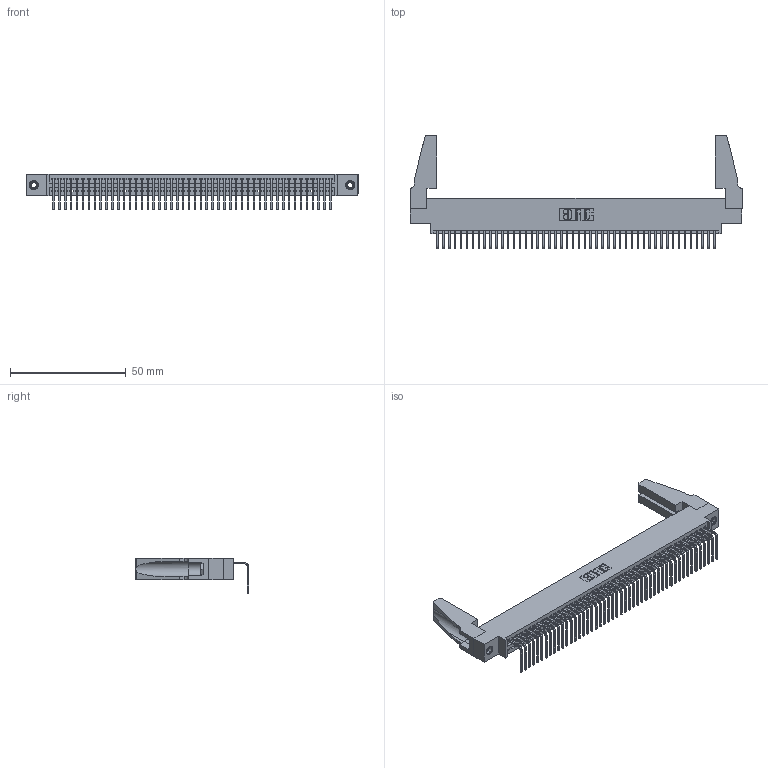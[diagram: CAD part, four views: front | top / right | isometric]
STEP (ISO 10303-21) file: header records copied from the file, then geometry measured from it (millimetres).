
FILE_DESCRIPTION (( 'STEP AP203' ), '1' );
FILE_NAME ('345-048-558-688.STEP', '2019-10-10T17:58:02', ( '' ), ( '' ), 'SwSTEP 2.0', 'SolidWorks 2016', '' );
FILE_SCHEMA (( 'CONFIG_CONTROL_DESIGN' ));
Length unit declared in the file: inch
Products named in the file (5): 345-250-001_345-250-001-102; 345-220-078_345-220-088; 345-048-558-688; 345 Part_0.170 Offset - 0.156 Dia-TH; 345-292-001_558 Tail - 2
Assembly tree (53 placements, depth 2):
  345-048-558-688
    345 Part_0.170 Offset - 0.156 Dia-TH
    345-292-001_558 Tail - 2  x48
    345-250-001_345-250-001-102  x2
    345-220-078_345-220-088  x2
Bounding box: 143.15 x 49.01 x 15.37 mm (x, y, z)
Volume: 16945.1 mm3; surface area: 22473.4 mm2
Topology: 53 solids, 53 shells, 3134 faces, 9403 edges, 6194 vertices
Faces by surface type: plane 2172, cylinder 946, cone 12, torus 4
Entity records: 37682 total; most frequent: CARTESIAN_POINT 6518, ORIENTED_EDGE 6460, DIRECTION 5690, EDGE_CURVE 3230, LINE 2864, VECTOR 2864, VERTEX_POINT 2146, AXIS2_PLACEMENT_3D 1413
